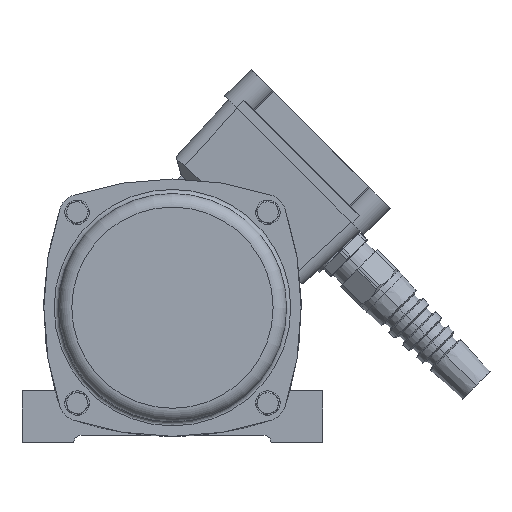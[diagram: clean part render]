
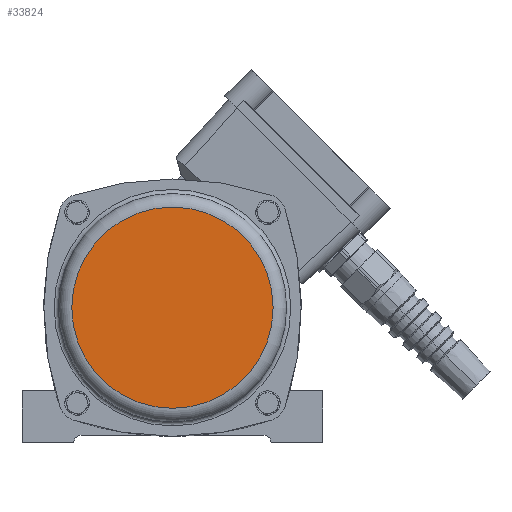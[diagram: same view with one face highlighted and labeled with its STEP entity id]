
A CAD part, left-side view. The second image highlights one B-rep face of the part: STEP entity #33824.
In plain terms, the highlighted face is planar.
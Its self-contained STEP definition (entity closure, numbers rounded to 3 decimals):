
#19050=PLANE('',#32097);
#19450=ORIENTED_EDGE('',*,*,#24549,.T.);
#22777=CIRCLE('',#32096,48.5);
#23427=VERTEX_POINT('',#34624);
#24549=EDGE_CURVE('',#23427,#23427,#22777,.T.);
#26220=EDGE_LOOP('',(#19450));
#27208=FACE_BOUND('',#26220,.T.);
#28216=DIRECTION('',(1.,0.,0.));
#28217=DIRECTION('',(0.,48.5,0.));
#28218=DIRECTION('',(1.,0.,0.));
#28219=DIRECTION('',(0.,-1.,0.));
#32096=AXIS2_PLACEMENT_3D('',#34625,#28216,#28217);
#32097=AXIS2_PLACEMENT_3D('',#34626,#28218,#28219);
#33824=ADVANCED_FACE('',(#27208),#19050,.T.);
#34624=CARTESIAN_POINT('',(-362.61,-173.235,0.));
#34625=CARTESIAN_POINT('',(-362.61,-221.735,0.));
#34626=CARTESIAN_POINT('',(-362.61,-173.235,0.));
